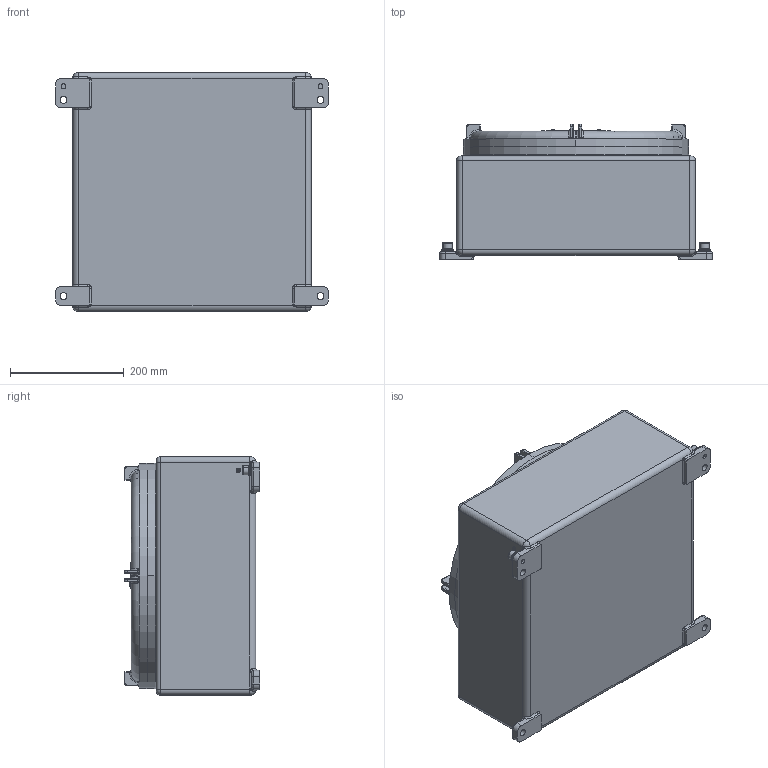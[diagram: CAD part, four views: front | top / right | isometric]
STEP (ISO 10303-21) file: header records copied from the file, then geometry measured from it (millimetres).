
FILE_DESCRIPTION (( 'STEP AP203' ), '1' );
FILE_NAME ('40102050.step', '2019-04-15T14:02:02', ( '' ), ( '' ), 'SwSTEP 2.0', 'SolidWorks 2018', '' );
FILE_SCHEMA (( 'CONFIG_CONTROL_DESIGN' ));
Length unit declared in the file: millimetre
Products named in the file (19): 40000037272_M3; 82465; 98086; 93428_DIN 912 M6 x 10 --- 10N; 40302050; 83159; 92780; 40102050; 93431_EN ISO 4762 M10 x 16 - 16N; 93412; 70654; 83156; 92783; 70604; 40000036126_9-5g; 98063; 93414; 92081; 92793
Assembly tree (34 placements, depth 2):
  40102050
    70604
    82465
    40302050
    98063  x6
    93428_DIN 912 M6 x 10 --- 10N  x5
    98086
    92081  x3
    70654
    92783
    93414  x2
    92780
    93412  x2
    83156  x4
    83159  x2
    93431_EN ISO 4762 M10 x 16 - 16N  x2
    40000037272_M3
  40000036126_9-5g
  92793
Bounding box: 480 x 238 x 420 mm (x, y, z)
Volume: 11245953.4 mm3; surface area: 1666498 mm2
Topology: 34 solids, 34 shells, 2630 faces, 6212 edges, 3579 vertices
Faces by surface type: cylinder 881, plane 613, bspline 556, torus 482, cone 70, sphere 28
Entity records: 98075 total; most frequent: CARTESIAN_POINT 44993, ORIENTED_EDGE 10914, DIRECTION 10345, EDGE_CURVE 5457, AXIS2_PLACEMENT_3D 4245, VERTEX_POINT 3204, EDGE_LOOP 2451, CIRCLE 2404
